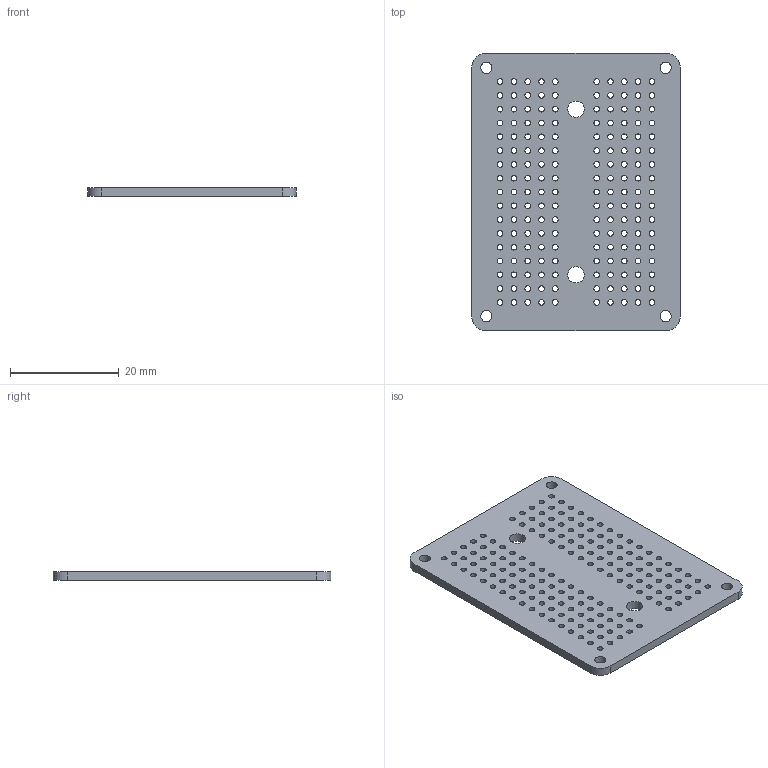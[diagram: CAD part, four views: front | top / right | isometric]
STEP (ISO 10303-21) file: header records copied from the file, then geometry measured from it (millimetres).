
FILE_DESCRIPTION(('KiCad electronic assembly'),'2;1');
FILE_NAME('breadbord mini_v3.step','2022-12-13T10:04:37',('An Author'),( 'A Company'),'Open CASCADE STEP processor 6.9', 'KiCad to STEP converter','Unknown');
FILE_SCHEMA(('AUTOMOTIVE_DESIGN { 1 0 10303 214 1 1 1 1 }'));
Length unit declared in the file: millimetre
Products named in the file (2): Open CASCADE STEP translator 6.9 1; COMPOUND
Assembly tree (1 placements, depth 2):
  Open CASCADE STEP translator 6.9 1
    COMPOUND
Bounding box: 38.35 x 51.05 x 1.6 mm (x, y, z)
Volume: 2848.7 mm3; surface area: 4801.3 mm2
Topology: 1 solids, 1 shells, 186 faces, 552 edges, 368 vertices
Faces by surface type: cylinder 180, plane 6
Full cylindrical faces by diameter (mm): 1.041 x170, 2.05 x4, 3 x2
Entity records: 14383 total; most frequent: DIRECTION 2392, CARTESIAN_POINT 2212, ORIENTED_EDGE 1104, PCURVE 1104, DEFINITIONAL_REPRESENTATION 1104, LINE 936, VECTOR 936, CIRCLE 720
